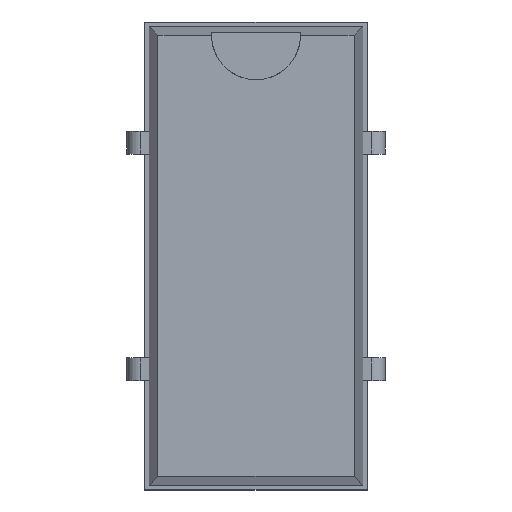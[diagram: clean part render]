
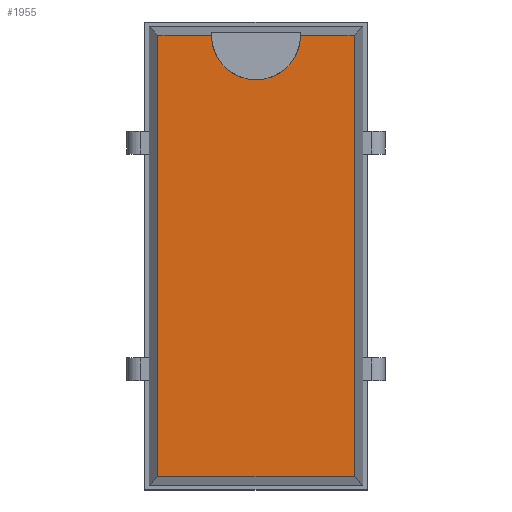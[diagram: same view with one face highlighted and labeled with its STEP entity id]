
A CAD part, top view. The second image highlights one B-rep face of the part: STEP entity #1955.
In plain terms, the highlighted planar face has unit normal (0, 0, 1).
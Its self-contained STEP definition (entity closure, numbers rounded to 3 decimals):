
#26=CIRCLE('',#2081,1.);
#122=FACE_OUTER_BOUND('',#230,.T.);
#230=EDGE_LOOP('',(#1460,#1461,#1462,#1463,#1464,#1465));
#389=LINE('',#2923,#635);
#390=LINE('',#2925,#636);
#391=LINE('',#2927,#637);
#392=LINE('',#2929,#638);
#393=LINE('',#2930,#639);
#635=VECTOR('',#2370,1.2);
#636=VECTOR('',#2371,9.9);
#637=VECTOR('',#2372,4.4);
#638=VECTOR('',#2373,9.9);
#639=VECTOR('',#2374,1.2);
#857=VERTEX_POINT('',#2912);
#859=VERTEX_POINT('',#2916);
#860=VERTEX_POINT('',#2922);
#861=VERTEX_POINT('',#2924);
#862=VERTEX_POINT('',#2926);
#863=VERTEX_POINT('',#2928);
#1079=EDGE_CURVE('',#857,#859,#26,.T.);
#1081=EDGE_CURVE('',#860,#859,#389,.T.);
#1082=EDGE_CURVE('',#861,#860,#390,.T.);
#1083=EDGE_CURVE('',#862,#861,#391,.T.);
#1084=EDGE_CURVE('',#863,#862,#392,.T.);
#1085=EDGE_CURVE('',#857,#863,#393,.T.);
#1460=ORIENTED_EDGE('',*,*,#1079,.T.);
#1461=ORIENTED_EDGE('',*,*,#1081,.F.);
#1462=ORIENTED_EDGE('',*,*,#1082,.F.);
#1463=ORIENTED_EDGE('',*,*,#1083,.F.);
#1464=ORIENTED_EDGE('',*,*,#1084,.F.);
#1465=ORIENTED_EDGE('',*,*,#1085,.F.);
#1859=PLANE('',#2083);
#1955=ADVANCED_FACE('',(#122),#1859,.T.);
#2081=AXIS2_PLACEMENT_3D('',#2918,#2363,#2364);
#2083=AXIS2_PLACEMENT_3D('',#2921,#2368,#2369);
#2363=DIRECTION('center_axis',(0.,0.,-1.));
#2364=DIRECTION('ref_axis',(0.,-1.,0.));
#2368=DIRECTION('center_axis',(0.,0.,1.));
#2369=DIRECTION('ref_axis',(0.,1.,0.));
#2370=DIRECTION('',(1.,0.,0.));
#2371=DIRECTION('',(0.,1.,0.));
#2372=DIRECTION('',(-1.,0.,0.));
#2373=DIRECTION('',(0.,-1.,0.));
#2374=DIRECTION('',(1.,0.,0.));
#2912=CARTESIAN_POINT('',(1.,4.95,2.7));
#2916=CARTESIAN_POINT('',(-1.,4.95,2.7));
#2918=CARTESIAN_POINT('Origin',(0.,4.95,2.7));
#2921=CARTESIAN_POINT('Origin',(0.,0.,
2.7));
#2922=CARTESIAN_POINT('',(-2.2,4.95,2.7));
#2923=CARTESIAN_POINT('',(-1.2,4.95,2.7));
#2924=CARTESIAN_POINT('',(-2.2,-4.95,2.7));
#2925=CARTESIAN_POINT('',(-2.2,-2.575,2.7));
#2926=CARTESIAN_POINT('',(2.2,-4.95,2.7));
#2927=CARTESIAN_POINT('',(1.2,-4.95,2.7));
#2928=CARTESIAN_POINT('',(2.2,4.95,2.7));
#2929=CARTESIAN_POINT('',(2.2,2.575,2.7));
#2930=CARTESIAN_POINT('',(-1.2,4.95,2.7));
